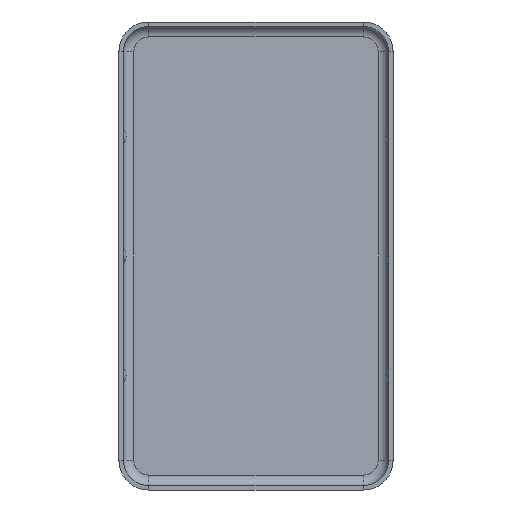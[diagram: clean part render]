
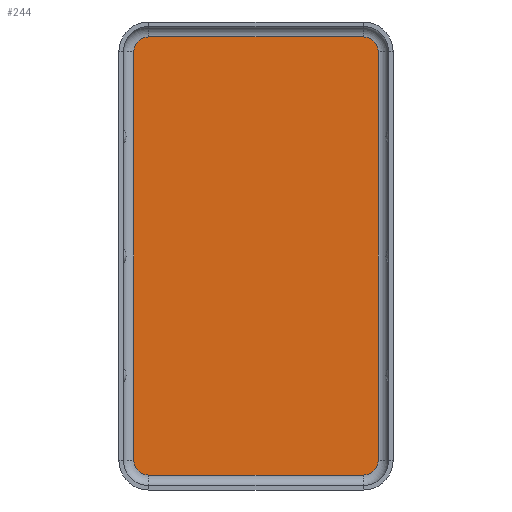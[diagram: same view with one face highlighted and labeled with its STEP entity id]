
A CAD part, front view. The second image highlights one B-rep face of the part: STEP entity #244.
In plain terms, the highlighted planar face has unit normal (0, -1, 0).
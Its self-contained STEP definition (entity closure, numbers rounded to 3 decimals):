
#4 = FACE_OUTER_BOUND ( 'NONE', #1539, .T. ) ;
#29 = VERTEX_POINT ( 'NONE', #1165 ) ;
#107 = PLANE ( 'NONE',  #656 ) ;
#134 = VERTEX_POINT ( 'NONE', #1634 ) ;
#186 = DIRECTION ( 'NONE',  ( 0., -1., 0. ) ) ;
#188 = VECTOR ( 'NONE', #327, 1000. ) ;
#213 = LINE ( 'NONE', #1253, #848 ) ;
#240 = LINE ( 'NONE', #1172, #188 ) ;
#244 = ADVANCED_FACE ( 'NONE', ( #4 ), #107, .T. ) ;
#270 = VERTEX_POINT ( 'NONE', #1114 ) ;
#296 = EDGE_CURVE ( 'NONE', #629, #1352, #1098, .T. ) ;
#303 = DIRECTION ( 'NONE',  ( 0., 0., -1. ) ) ;
#327 = DIRECTION ( 'NONE',  ( -1., 0., 0. ) ) ;
#340 = DIRECTION ( 'NONE',  ( 0., 0., 1. ) ) ;
#372 = AXIS2_PLACEMENT_3D ( 'NONE', #1635, #1774, #340 ) ;
#387 = CARTESIAN_POINT ( 'NONE',  ( 7.2, 0., -13.7 ) ) ;
#398 = VERTEX_POINT ( 'NONE', #652 ) ;
#399 = CARTESIAN_POINT ( 'NONE',  ( -7.2, 0., 13.7 ) ) ;
#401 = CARTESIAN_POINT ( 'NONE',  ( -7.2, 0., 14.7 ) ) ;
#403 = ORIENTED_EDGE ( 'NONE', *, *, #1836, .T. ) ;
#405 = LINE ( 'NONE', #1432, #1440 ) ;
#494 = VECTOR ( 'NONE', #303, 1000. ) ;
#511 = CARTESIAN_POINT ( 'NONE',  ( 7.2, 0., 13.7 ) ) ;
#565 = VERTEX_POINT ( 'NONE', #951 ) ;
#593 = DIRECTION ( 'NONE',  ( 0., 0., -1. ) ) ;
#629 = VERTEX_POINT ( 'NONE', #666 ) ;
#640 = DIRECTION ( 'NONE',  ( 0., 0., 1. ) ) ;
#652 = CARTESIAN_POINT ( 'NONE',  ( 7.2, 0., -14.7 ) ) ;
#656 = AXIS2_PLACEMENT_3D ( 'NONE', #387, #1108, #1674 ) ;
#666 = CARTESIAN_POINT ( 'NONE',  ( -8.2, 0., 13.7 ) ) ;
#688 = DIRECTION ( 'NONE',  ( -1., 0., 0. ) ) ;
#730 = CIRCLE ( 'NONE', #1059, 1. ) ;
#734 = ORIENTED_EDGE ( 'NONE', *, *, #1637, .T. ) ;
#776 = DIRECTION ( 'NONE',  ( 0., 0., -1. ) ) ;
#814 = DIRECTION ( 'NONE',  ( 0., 0., -1. ) ) ;
#821 = VERTEX_POINT ( 'NONE', #1425 ) ;
#848 = VECTOR ( 'NONE', #688, 1000. ) ;
#866 = LINE ( 'NONE', #1719, #494 ) ;
#911 = CIRCLE ( 'NONE', #1587, 1. ) ;
#951 = CARTESIAN_POINT ( 'NONE',  ( 8.2, 0., -13.7 ) ) ;
#1004 = EDGE_CURVE ( 'NONE', #398, #134, #240, .T. ) ;
#1059 = AXIS2_PLACEMENT_3D ( 'NONE', #511, #1523, #776 ) ;
#1061 = ORIENTED_EDGE ( 'NONE', *, *, #1561, .F. ) ;
#1064 = CIRCLE ( 'NONE', #372, 1. ) ;
#1098 = CIRCLE ( 'NONE', #1724, 1. ) ;
#1108 = DIRECTION ( 'NONE',  ( 0., -1., 0. ) ) ;
#1114 = CARTESIAN_POINT ( 'NONE',  ( 8.2, 0., 13.7 ) ) ;
#1152 = EDGE_CURVE ( 'NONE', #821, #134, #911, .T. ) ;
#1165 = CARTESIAN_POINT ( 'NONE',  ( 7.2, 0., 14.7 ) ) ;
#1172 = CARTESIAN_POINT ( 'NONE',  ( 7.2, 0., -14.7 ) ) ;
#1232 = DIRECTION ( 'NONE',  ( 0., 1., 0. ) ) ;
#1236 = ORIENTED_EDGE ( 'NONE', *, *, #1389, .T. ) ;
#1253 = CARTESIAN_POINT ( 'NONE',  ( 7.2, 0., 14.7 ) ) ;
#1256 = EDGE_CURVE ( 'NONE', #565, #398, #1064, .T. ) ;
#1303 = ORIENTED_EDGE ( 'NONE', *, *, #296, .F. ) ;
#1352 = VERTEX_POINT ( 'NONE', #401 ) ;
#1389 = EDGE_CURVE ( 'NONE', #29, #1352, #213, .T. ) ;
#1425 = CARTESIAN_POINT ( 'NONE',  ( -8.2, 0., -13.7 ) ) ;
#1432 = CARTESIAN_POINT ( 'NONE',  ( -8.2, 0., 0. ) ) ;
#1440 = VECTOR ( 'NONE', #593, 1000. ) ;
#1523 = DIRECTION ( 'NONE',  ( 0., -1., 0. ) ) ;
#1539 = EDGE_LOOP ( 'NONE', ( #1794, #1644, #1061, #403, #1236, #1303, #734, #1726 ) ) ;
#1561 = EDGE_CURVE ( 'NONE', #270, #565, #866, .T. ) ;
#1587 = AXIS2_PLACEMENT_3D ( 'NONE', #1615, #186, #640 ) ;
#1615 = CARTESIAN_POINT ( 'NONE',  ( -7.2, 0., -13.7 ) ) ;
#1634 = CARTESIAN_POINT ( 'NONE',  ( -7.2, 0., -14.7 ) ) ;
#1635 = CARTESIAN_POINT ( 'NONE',  ( 7.2, 0., -13.7 ) ) ;
#1637 = EDGE_CURVE ( 'NONE', #629, #821, #405, .T. ) ;
#1644 = ORIENTED_EDGE ( 'NONE', *, *, #1256, .F. ) ;
#1674 = DIRECTION ( 'NONE',  ( 0., 0., -1. ) ) ;
#1719 = CARTESIAN_POINT ( 'NONE',  ( 8.2, 0., 0. ) ) ;
#1724 = AXIS2_PLACEMENT_3D ( 'NONE', #399, #1232, #814 ) ;
#1726 = ORIENTED_EDGE ( 'NONE', *, *, #1152, .T. ) ;
#1774 = DIRECTION ( 'NONE',  ( 0., 1., 0. ) ) ;
#1794 = ORIENTED_EDGE ( 'NONE', *, *, #1004, .F. ) ;
#1836 = EDGE_CURVE ( 'NONE', #270, #29, #730, .T. ) ;
